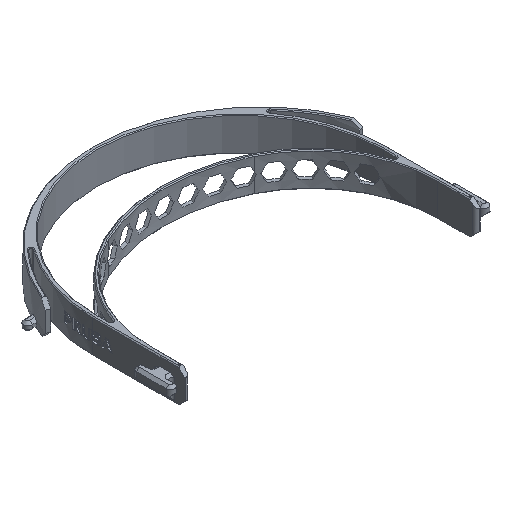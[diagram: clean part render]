
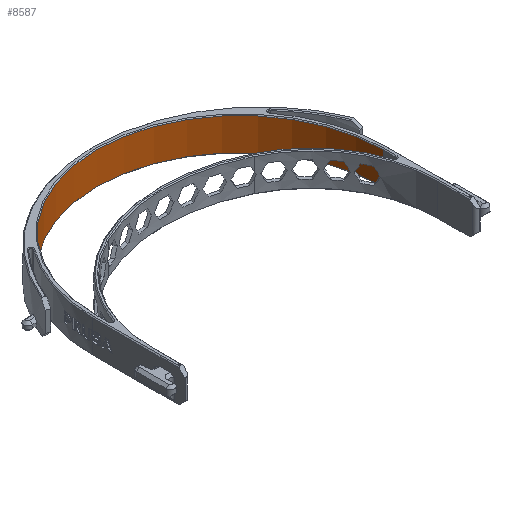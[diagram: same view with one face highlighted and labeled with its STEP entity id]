
A CAD part, isometric view. The second image highlights one B-rep face of the part: STEP entity #8587.
In plain terms, the highlighted cylindrical face has radius 85 mm (diameter 170 mm), a partial arc.
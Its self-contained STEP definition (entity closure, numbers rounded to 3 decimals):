
#1178=FACE_OUTER_BOUND('',#1685,.T.);
#1685=EDGE_LOOP('',(#7121,#7122,#7123,#7124));
#2362=LINE('',#15710,#3042);
#2364=LINE('',#15714,#3044);
#3042=VECTOR('',#10617,10.);
#3044=VECTOR('',#10621,10.);
#3370=CIRCLE('',#9074,85.);
#3391=CIRCLE('',#9124,85.);
#4029=VERTEX_POINT('',#15597);
#4032=VERTEX_POINT('',#15602);
#4075=VERTEX_POINT('',#15709);
#4076=VERTEX_POINT('',#15713);
#5110=EDGE_CURVE('',#4032,#4029,#3370,.T.);
#5163=EDGE_CURVE('',#4075,#4029,#2362,.T.);
#5165=EDGE_CURVE('',#4076,#4032,#2364,.T.);
#5166=EDGE_CURVE('',#4075,#4076,#3391,.T.);
#7121=ORIENTED_EDGE('',*,*,#5110,.F.);
#7122=ORIENTED_EDGE('',*,*,#5165,.F.);
#7123=ORIENTED_EDGE('',*,*,#5166,.F.);
#7124=ORIENTED_EDGE('',*,*,#5163,.T.);
#8302=CYLINDRICAL_SURFACE('',#9123,85.);
#8587=ADVANCED_FACE('',(#1178),#8302,.F.);
#9074=AXIS2_PLACEMENT_3D('',#15604,#10505,#10506);
#9123=AXIS2_PLACEMENT_3D('',#15712,#10619,#10620);
#9124=AXIS2_PLACEMENT_3D('',#15715,#10622,#10623);
#10505=DIRECTION('center_axis',(0.,0.,1.));
#10506=DIRECTION('ref_axis',(-1.,0.,0.));
#10617=DIRECTION('',(0.,0.,-1.));
#10619=DIRECTION('center_axis',(0.,0.,1.));
#10620=DIRECTION('ref_axis',(-1.,0.,0.));
#10621=DIRECTION('',(0.,0.,-1.));
#10622=DIRECTION('center_axis',(0.,0.,-1.));
#10623=DIRECTION('ref_axis',(-1.,0.,0.));
#15597=CARTESIAN_POINT('',(759.508,-9.803,-9.5));
#15602=CARTESIAN_POINT('',(929.508,-9.803,-9.5));
#15604=CARTESIAN_POINT('Origin',(844.508,-9.803,-9.5));
#15709=CARTESIAN_POINT('',(759.508,-9.803,9.5));
#15710=CARTESIAN_POINT('',(759.508,-9.803,0.));
#15712=CARTESIAN_POINT('Origin',(844.508,-9.803,0.));
#15713=CARTESIAN_POINT('',(929.508,-9.803,9.5));
#15714=CARTESIAN_POINT('',(929.508,-9.803,0.));
#15715=CARTESIAN_POINT('Origin',(844.508,-9.803,9.5));
